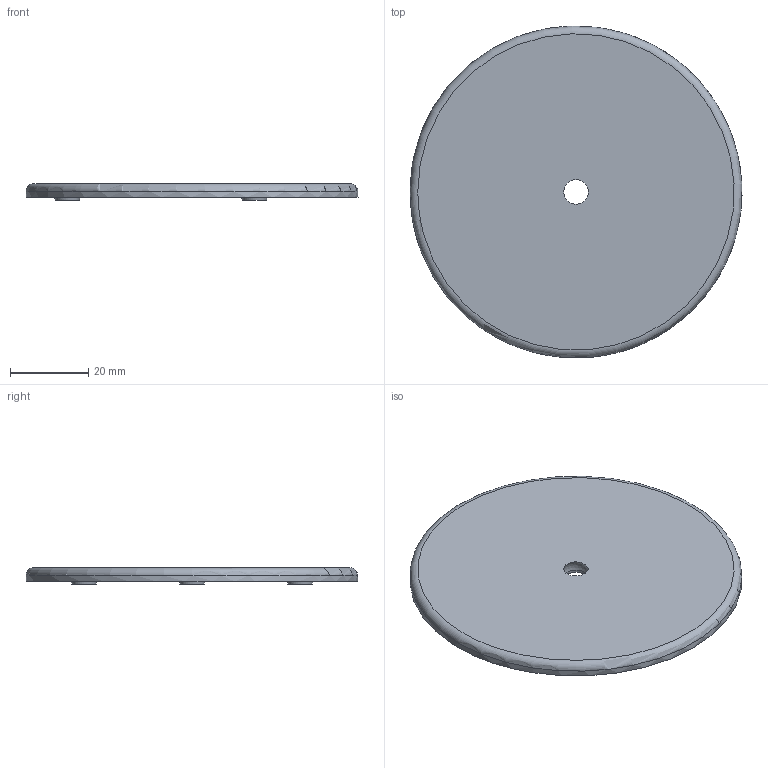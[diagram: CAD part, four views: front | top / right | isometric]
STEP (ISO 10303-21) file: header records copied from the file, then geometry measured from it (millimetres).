
FILE_DESCRIPTION(/* description */ (''),/* implementation_level */ '2;1');
FILE_NAME(/* name */ 'CW1-PROPELLER_BOTTOM.step',/* time_stamp */ '2019-08-13T14:29:46+02:00',/* author */ (''),/* organization */ (''),/* preprocessor_version */ 'ST-DEVELOPER v18',/* originating_system */ 'Autodesk Translation Framework v8.2.0.1029',/* authorisation */ '');
FILE_SCHEMA (('AUTOMOTIVE_DESIGN { 1 0 10303 214 3 1 1 }'));
Length unit declared in the file: millimetre
Products named in the file (1): SLA-turbina-spodek
Bounding box: 84.99 x 84.98 x 4.25 mm (x, y, z)
Volume: 17619.7 mm3; surface area: 12922.9 mm2
Topology: 1 solids, 1 shells, 59 faces, 144 edges, 97 vertices
Faces by surface type: plane 45, cylinder 9, cone 3, sphere 1, torus 1
Full cylindrical faces by diameter (mm): 6.9 x1, 85 x1
Entity records: 1772 total; most frequent: CARTESIAN_POINT 301, DIRECTION 297, ORIENTED_EDGE 288, EDGE_CURVE 144, LINE 111, VECTOR 111, VERTEX_POINT 97, AXIS2_PLACEMENT_3D 93
